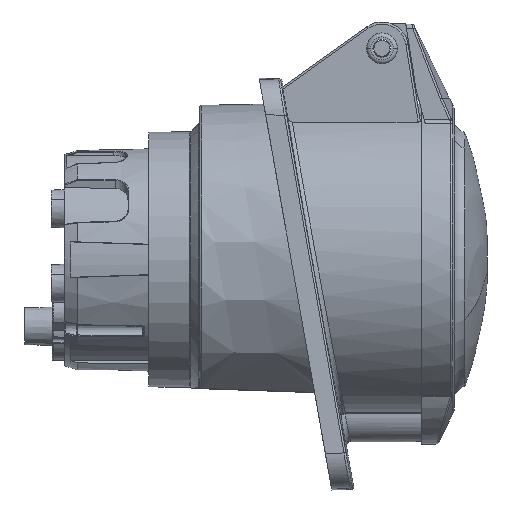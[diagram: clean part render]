
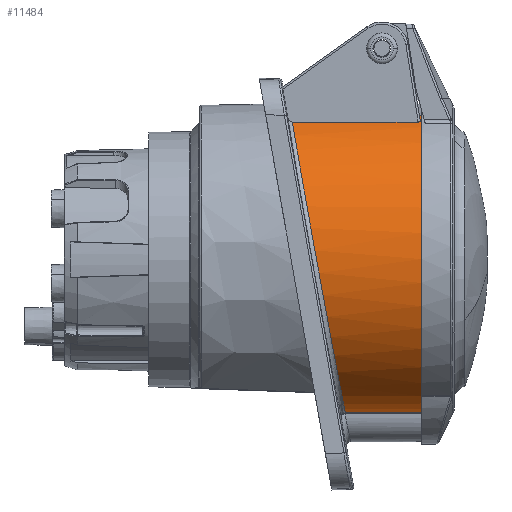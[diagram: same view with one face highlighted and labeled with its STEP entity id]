
A CAD part, left-side view. The second image highlights one B-rep face of the part: STEP entity #11484.
In plain terms, the highlighted cylindrical face has radius 35.35 mm (diameter 70.7 mm), a partial arc.
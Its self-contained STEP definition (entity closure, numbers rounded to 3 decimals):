
#1641=CARTESIAN_POINT('',(0.,-19.134,
3.681));
#1642=DIRECTION('',(0.,-1.,0.));
#1643=DIRECTION('',(-0.375,0.,0.927));
#1644=AXIS2_PLACEMENT_3D('',#1641,#1642,#1643);
#1646=CARTESIAN_POINT('',(0.,-19.134,
3.681));
#1647=DIRECTION('',(0.,-1.,0.));
#1648=DIRECTION('',(-1.,0.,0.003));
#1649=AXIS2_PLACEMENT_3D('',#1646,#1647,#1648);
#1651=CARTESIAN_POINT('',(0.,-19.134,
3.681));
#1652=DIRECTION('',(0.,-1.,0.));
#1653=DIRECTION('',(-0.478,0.,-0.879));
#1654=AXIS2_PLACEMENT_3D('',#1651,#1652,#1653);
#1656=DIRECTION('',(0.,-1.,0.));
#1657=VECTOR('',#1656,17.283);
#1658=CARTESIAN_POINT('',(-6.156,-1.851,
-31.129));
#1659=LINE('',#1658,#1657);
#1660=CARTESIAN_POINT('',(-13.164,-1.424,
-29.127));
#1661=CARTESIAN_POINT('',(-10.907,-1.609,
-30.033));
#1662=CARTESIAN_POINT('',(-8.554,-1.753,
-30.705));
#1663=CARTESIAN_POINT('',(-6.156,-1.851,
-31.129));
#1665=CARTESIAN_POINT('',(-17.019,10.177,34.664));
#1666=CARTESIAN_POINT('',(-17.907,10.096,34.177));
#1667=CARTESIAN_POINT('',(-19.642,9.922,33.124));
#1668=CARTESIAN_POINT('',(-22.105,9.617,31.324));
#1669=CARTESIAN_POINT('',(-24.406,9.274,29.314));
#1670=CARTESIAN_POINT('',(-26.529,8.894,27.111));
#1671=CARTESIAN_POINT('',(-28.458,8.479,24.727));
#1672=CARTESIAN_POINT('',(-30.175,8.033,22.181));
#1673=CARTESIAN_POINT('',(-31.667,7.559,19.491));
#1674=CARTESIAN_POINT('',(-32.922,7.061,16.678));
#1675=CARTESIAN_POINT('',(-33.929,6.541,13.762));
#1676=CARTESIAN_POINT('',(-34.679,6.005,10.766));
#1677=CARTESIAN_POINT('',(-35.165,5.456,7.714));
#1678=CARTESIAN_POINT('',(-35.382,4.898,4.629));
#1679=CARTESIAN_POINT('',(-35.33,4.337,1.536));
#1680=CARTESIAN_POINT('',(-35.008,3.776,
-1.54));
#1681=CARTESIAN_POINT('',(-34.419,3.221,
-4.576));
#1682=CARTESIAN_POINT('',(-33.567,2.674,
-7.546));
#1683=CARTESIAN_POINT('',(-32.461,2.142,
-10.429));
#1684=CARTESIAN_POINT('',(-31.11,1.627,
-13.2));
#1685=CARTESIAN_POINT('',(-29.525,1.134,
-15.84));
#1686=CARTESIAN_POINT('',(-27.719,0.666,
-18.329));
#1687=CARTESIAN_POINT('',(-25.708,0.228,
-20.647));
#1688=CARTESIAN_POINT('',(-23.508,-0.179,
-22.779));
#1689=CARTESIAN_POINT('',(-21.137,-0.551,
-24.709));
#1690=CARTESIAN_POINT('',(-18.612,-0.885,
-26.424));
#1691=CARTESIAN_POINT('',(-15.953,-1.179,
-27.914));
#1692=CARTESIAN_POINT('',(-14.104,-1.347,
-28.75));
#1693=CARTESIAN_POINT('',(-13.164,-1.424,
-29.127));
#1695=CARTESIAN_POINT('',(-17.019,10.177,34.664));
#1696=CARTESIAN_POINT('',(-16.988,10.18,34.682));
#1697=CARTESIAN_POINT('',(-16.924,10.186,34.717));
#1698=CARTESIAN_POINT('',(-16.829,10.196,34.768));
#1699=CARTESIAN_POINT('',(-16.766,10.202,34.802));
#1700=CARTESIAN_POINT('',(-16.735,10.205,34.819));
#1702=CARTESIAN_POINT('',(-16.735,10.205,34.819));
#1703=CARTESIAN_POINT('',(-16.709,10.208,34.833));
#1704=CARTESIAN_POINT('',(-16.657,10.213,34.861));
#1705=CARTESIAN_POINT('',(-16.578,10.22,34.903));
#1706=CARTESIAN_POINT('',(-16.526,10.225,34.93));
#1707=CARTESIAN_POINT('',(-16.5,10.228,34.944));
#1709=DIRECTION('',(0.,-1.,0.));
#1710=VECTOR('',#1709,28.581);
#1711=CARTESIAN_POINT('',(-16.5,10.228,34.944));
#1712=LINE('',#1711,#1710);
#1713=CARTESIAN_POINT('',(-16.5,-18.353,34.944));
#1714=CARTESIAN_POINT('',(-16.5,-18.39,34.944));
#1715=CARTESIAN_POINT('',(-16.492,-18.461,
34.948));
#1716=CARTESIAN_POINT('',(-16.459,-18.561,
34.966));
#1717=CARTESIAN_POINT('',(-16.404,-18.65,
34.994));
#1718=CARTESIAN_POINT('',(-16.329,-18.726,
35.034));
#1719=CARTESIAN_POINT('',(-16.234,-18.784,
35.083));
#1720=CARTESIAN_POINT('',(-16.122,-18.818,
35.141));
#1721=CARTESIAN_POINT('',(-16.042,-18.822,
35.182));
#1722=CARTESIAN_POINT('',(-16.,-18.819,35.203));
#1724=CARTESIAN_POINT('',(-16.,-18.819,35.203));
#1725=CARTESIAN_POINT('',(-15.701,-18.795,
35.354));
#1726=CARTESIAN_POINT('',(-15.101,-18.748,
35.649));
#1727=CARTESIAN_POINT('',(-14.186,-18.682,
36.064));
#1728=CARTESIAN_POINT('',(-13.571,-18.641,
36.326));
#1729=CARTESIAN_POINT('',(-13.261,-18.621,
36.452));
#1731=DIRECTION('',(-0.008,-1.,-0.008));
#1732=VECTOR('',#1731,0.513);
#1733=CARTESIAN_POINT('',(-13.261,-18.621,
36.452));
#1734=LINE('',#1733,#1732);
#2054=CARTESIAN_POINT('',(-16.5,10.228,34.944));
#2142=CARTESIAN_POINT('',(-16.88,-19.134,
-27.379));
#7953=CARTESIAN_POINT('',(-6.156,-1.851,
-31.129));
#7954=VERTEX_POINT('',#7953);
#7955=VERTEX_POINT('',#1660);
#7956=VERTEX_POINT('',#1665);
#8023=VERTEX_POINT('',#2054);
#8027=CARTESIAN_POINT('',(-16.5,-18.353,34.944));
#8028=VERTEX_POINT('',#8027);
#8029=VERTEX_POINT('',#1722);
#8030=VERTEX_POINT('',#1729);
#8031=VERTEX_POINT('',#1700);
#8290=CARTESIAN_POINT('',(-35.35,-19.134,
3.803));
#8292=VERTEX_POINT('',#8290);
#8293=VERTEX_POINT('',#2142);
#8302=CARTESIAN_POINT('',(-6.156,-19.134,
-31.129));
#8303=VERTEX_POINT('',#8302);
#8304=CARTESIAN_POINT('',(-13.265,-19.134,
36.448));
#8305=VERTEX_POINT('',#8304);
#11455=CARTESIAN_POINT('',(0.,-10.279,
3.681));
#11456=DIRECTION('',(0.,-1.,0.));
#11457=DIRECTION('',(-0.174,0.,-0.985));
#11458=AXIS2_PLACEMENT_3D('',#11455,#11456,#11457);
#11459=CYLINDRICAL_SURFACE('',#11458,35.35);
#11461=ORIENTED_EDGE('',*,*,#11460,.T.);
#11463=ORIENTED_EDGE('',*,*,#11462,.T.);
#11465=ORIENTED_EDGE('',*,*,#11464,.T.);
#11467=ORIENTED_EDGE('',*,*,#11466,.F.);
#11469=ORIENTED_EDGE('',*,*,#11468,.F.);
#11471=ORIENTED_EDGE('',*,*,#11470,.F.);
#11473=ORIENTED_EDGE('',*,*,#11472,.T.);
#11475=ORIENTED_EDGE('',*,*,#11474,.T.);
#11477=ORIENTED_EDGE('',*,*,#11476,.T.);
#11478=ORIENTED_EDGE('',*,*,#11447,.T.);
#11479=ORIENTED_EDGE('',*,*,#11312,.T.);
#11481=ORIENTED_EDGE('',*,*,#11480,.T.);
#11482=EDGE_LOOP('',(#11461,#11463,#11465,#11467,#11469,#11471,#11473,#11475,
#11477,#11478,#11479,#11481));
#11483=FACE_OUTER_BOUND('',#11482,.F.);
#11484=ADVANCED_FACE('',(#11483),#11459,.T.);
#1645=CIRCLE('',#1644,35.35);
#1650=CIRCLE('',#1649,35.35);
#1655=CIRCLE('',#1654,35.35);
#1664=B_SPLINE_CURVE_WITH_KNOTS('',3,(#1660,#1661,#1662,#1663),.UNSPECIFIED.,
.F.,.F.,(4,4),(0.,1.),.UNSPECIFIED.);
#1694=B_SPLINE_CURVE_WITH_KNOTS('',3,(#1665,#1666,#1667,#1668,#1669,#1670,#1671,
#1672,#1673,#1674,#1675,#1676,#1677,#1678,#1679,#1680,#1681,#1682,#1683,#1684,
#1685,#1686,#1687,#1688,#1689,#1690,#1691,#1692,#1693),.UNSPECIFIED.,.F.,.F.,(4,
1,1,1,1,1,1,1,1,1,1,1,1,1,1,1,1,1,1,1,1,1,1,1,1,1,4),(0.,0.038,
0.077,0.115,0.154,0.192,
0.231,0.269,0.308,0.346,
0.385,0.423,0.462,0.5,0.538,
0.577,0.615,0.654,0.692,
0.731,0.769,0.808,0.846,
0.885,0.923,0.962,1.),.UNSPECIFIED.);
#1701=B_SPLINE_CURVE_WITH_KNOTS('',3,(#1695,#1696,#1697,#1698,#1699,#1700),
.UNSPECIFIED.,.F.,.F.,(4,1,1,4),(0.,0.333,0.667,1.),
.UNSPECIFIED.);
#1708=B_SPLINE_CURVE_WITH_KNOTS('',3,(#1702,#1703,#1704,#1705,#1706,#1707),
.UNSPECIFIED.,.F.,.F.,(4,1,1,4),(0.,0.333,0.667,1.),
.UNSPECIFIED.);
#1723=B_SPLINE_CURVE_WITH_KNOTS('',3,(#1713,#1714,#1715,#1716,#1717,#1718,#1719,
#1720,#1721,#1722),.UNSPECIFIED.,.F.,.F.,(4,1,1,1,1,1,1,4),(0.,
0.143,0.286,0.429,0.571,
0.714,0.857,1.),.UNSPECIFIED.);
#1730=B_SPLINE_CURVE_WITH_KNOTS('',3,(#1724,#1725,#1726,#1727,#1728,#1729),
.UNSPECIFIED.,.F.,.F.,(4,1,1,4),(0.,0.333,0.667,1.),
.UNSPECIFIED.);
#11312=EDGE_CURVE('',#8029,#8030,#1730,.T.);
#11447=EDGE_CURVE('',#8028,#8029,#1723,.T.);
#11460=EDGE_CURVE('',#8305,#8292,#1645,.T.);
#11462=EDGE_CURVE('',#8292,#8293,#1650,.T.);
#11464=EDGE_CURVE('',#8293,#8303,#1655,.T.);
#11466=EDGE_CURVE('',#7954,#8303,#1659,.T.);
#11468=EDGE_CURVE('',#7955,#7954,#1664,.T.);
#11470=EDGE_CURVE('',#7956,#7955,#1694,.T.);
#11472=EDGE_CURVE('',#7956,#8031,#1701,.T.);
#11474=EDGE_CURVE('',#8031,#8023,#1708,.T.);
#11476=EDGE_CURVE('',#8023,#8028,#1712,.T.);
#11480=EDGE_CURVE('',#8030,#8305,#1734,.T.);
